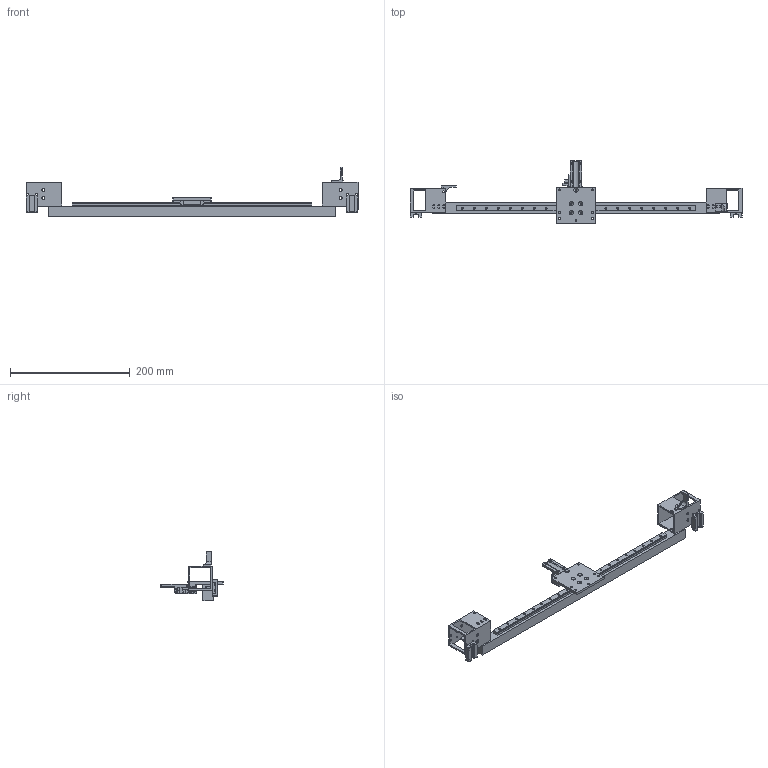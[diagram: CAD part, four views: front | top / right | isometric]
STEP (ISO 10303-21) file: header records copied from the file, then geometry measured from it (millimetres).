
FILE_DESCRIPTION(/* description */ (''),/* implementation_level */ '2;1');
FILE_NAME(/* name */ 'CF gantry mockup.step',/* time_stamp */ '2024-05-21T09:45:06+08:00',/* author */ (''),/* organization */ (''),/* preprocessor_version */ 'ST-DEVELOPER v20',/* originating_system */ 'Autodesk Translation Framework v13.14.0.145',/* authorisation */ '');
FILE_SCHEMA (('AUTOMOTIVE_DESIGN { 1 0 10303 214 3 1 1 }'));
Length unit declared in the file: millimetre
Products named in the file (1): CF gantry mockup
Bounding box: 555 x 105 x 83 mm (x, y, z)
Volume: 251941.9 mm3; surface area: 97202.1 mm2
Topology: 1 solids, 2 shells, 841 faces, 2294 edges, 1451 vertices
Faces by surface type: plane 562, cylinder 194, bspline 40, cone 33, torus 12
Full cylindrical faces by diameter (mm): 1.2 x4, 2.459 x8, 2.5 x8, 3.2 x52, 5 x8
Entity records: 27234 total; most frequent: CARTESIAN_POINT 5713, ORIENTED_EDGE 4552, DIRECTION 4292, EDGE_CURVE 2276, LINE 1714, VECTOR 1714, VERTEX_POINT 1451, AXIS2_PLACEMENT_3D 1289
